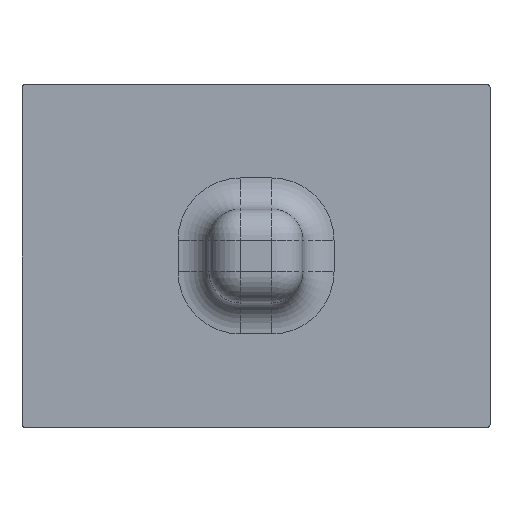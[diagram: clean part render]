
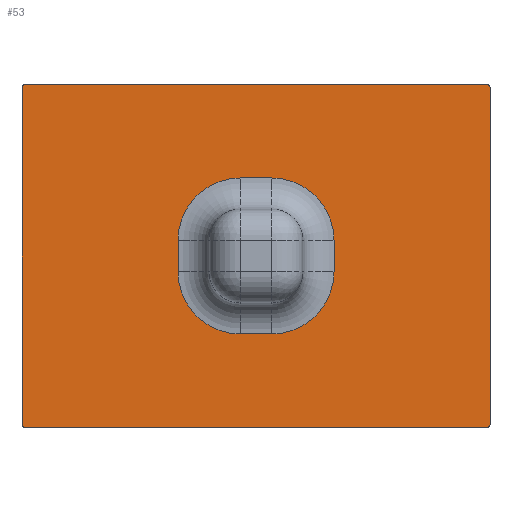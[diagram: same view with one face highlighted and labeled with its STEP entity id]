
A CAD part, top view. The second image highlights one B-rep face of the part: STEP entity #53.
In plain terms, the highlighted planar face has unit normal (0, 0, 1).
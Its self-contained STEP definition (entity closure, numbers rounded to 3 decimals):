
#53=ADVANCED_FACE('',(#113,#115),#117,.T.);
#113=FACE_BOUND('',#114,.T.);
#114=EDGE_LOOP('',(#537,#538,#539,#540,#541,#542,#543,#544));
#115=FACE_BOUND('',#116,.T.);
#116=EDGE_LOOP('',(#545,#546,#547,#548,#549,#550,#551,#552));
#117=PLANE('',#118);
#118=AXIS2_PLACEMENT_3D('',#119,#120,#121);
#119=CARTESIAN_POINT('',(0.,0.,0.));
#120=DIRECTION('',(0.,0.,1.));
#121=DIRECTION('',(-1.,0.,0.));
#537=ORIENTED_EDGE('',*,*,#785,.F.);
#538=ORIENTED_EDGE('',*,*,#786,.T.);
#539=ORIENTED_EDGE('',*,*,#787,.F.);
#540=ORIENTED_EDGE('',*,*,#788,.T.);
#541=ORIENTED_EDGE('',*,*,#789,.F.);
#542=ORIENTED_EDGE('',*,*,#790,.T.);
#543=ORIENTED_EDGE('',*,*,#791,.F.);
#544=ORIENTED_EDGE('',*,*,#792,.T.);
#545=ORIENTED_EDGE('',*,*,#793,.F.);
#546=ORIENTED_EDGE('',*,*,#794,.F.);
#547=ORIENTED_EDGE('',*,*,#795,.F.);
#548=ORIENTED_EDGE('',*,*,#796,.F.);
#549=ORIENTED_EDGE('',*,*,#797,.F.);
#550=ORIENTED_EDGE('',*,*,#798,.F.);
#551=ORIENTED_EDGE('',*,*,#799,.F.);
#552=ORIENTED_EDGE('',*,*,#800,.F.);
#785=EDGE_CURVE('',#909,#910,#911,.F.);
#786=EDGE_CURVE('',#909,#912,#913,.T.);
#787=EDGE_CURVE('',#914,#912,#915,.F.);
#788=EDGE_CURVE('',#914,#916,#917,.T.);
#789=EDGE_CURVE('',#918,#916,#919,.F.);
#790=EDGE_CURVE('',#918,#920,#921,.T.);
#791=EDGE_CURVE('',#922,#920,#923,.F.);
#792=EDGE_CURVE('',#922,#910,#924,.T.);
#793=EDGE_CURVE('',#925,#926,#927,.T.);
#794=EDGE_CURVE('',#928,#925,#929,.F.);
#795=EDGE_CURVE('',#930,#928,#931,.T.);
#796=EDGE_CURVE('',#932,#930,#933,.F.);
#797=EDGE_CURVE('',#934,#932,#935,.T.);
#798=EDGE_CURVE('',#936,#934,#937,.F.);
#799=EDGE_CURVE('',#938,#936,#939,.T.);
#800=EDGE_CURVE('',#926,#938,#940,.F.);
#909=VERTEX_POINT('',#1101);
#910=VERTEX_POINT('',#1102);
#911=CIRCLE('',#1103,1.);
#912=VERTEX_POINT('',#1107);
#913=LINE('',#1108,#1109);
#914=VERTEX_POINT('',#1111);
#915=CIRCLE('',#1112,1.);
#916=VERTEX_POINT('',#1116);
#917=LINE('',#1117,#1118);
#918=VERTEX_POINT('',#1120);
#919=CIRCLE('',#1121,1.);
#920=VERTEX_POINT('',#1125);
#921=LINE('',#1126,#1127);
#922=VERTEX_POINT('',#1129);
#923=CIRCLE('',#1130,1.);
#924=LINE('',#1134,#1135);
#925=VERTEX_POINT('',#1137);
#926=VERTEX_POINT('',#1138);
#927=LINE('',#1139,#1140);
#928=VERTEX_POINT('',#1142);
#929=CIRCLE('',#1143,20.);
#930=VERTEX_POINT('',#1147);
#931=LINE('',#1148,#1149);
#932=VERTEX_POINT('',#1151);
#933=CIRCLE('',#1152,20.);
#934=VERTEX_POINT('',#1156);
#935=LINE('',#1157,#1158);
#936=VERTEX_POINT('',#1160);
#937=CIRCLE('',#1161,20.);
#938=VERTEX_POINT('',#1165);
#939=LINE('',#1166,#1167);
#940=CIRCLE('',#1169,20.);
#1101=CARTESIAN_POINT('',(-36.358,62.691,0.));
#1102=CARTESIAN_POINT('',(-35.358,63.691,0.));
#1103=AXIS2_PLACEMENT_3D('',#1104,#1105,#1106);
#1104=CARTESIAN_POINT('',(-35.358,62.691,0.));
#1105=DIRECTION('',(0.,0.,1.));
#1106=DIRECTION('',(0.,1.,0.));
#1107=CARTESIAN_POINT('',(-36.358,-45.309,0.));
#1108=CARTESIAN_POINT('',(-36.358,62.691,0.));
#1109=VECTOR('',#1110,1.);
#1110=DIRECTION('',(0.,-1.,0.));
#1111=CARTESIAN_POINT('',(-35.358,-46.309,0.));
#1112=AXIS2_PLACEMENT_3D('',#1113,#1114,#1115);
#1113=CARTESIAN_POINT('',(-35.358,-45.309,0.));
#1114=DIRECTION('',(0.,0.,1.));
#1115=DIRECTION('',(-1.,0.,0.));
#1116=CARTESIAN_POINT('',(112.642,-46.309,0.));
#1117=CARTESIAN_POINT('',(-35.358,-46.309,0.));
#1118=VECTOR('',#1119,1.);
#1119=DIRECTION('',(1.,0.,0.));
#1120=CARTESIAN_POINT('',(113.642,-45.309,0.));
#1121=AXIS2_PLACEMENT_3D('',#1122,#1123,#1124);
#1122=CARTESIAN_POINT('',(112.642,-45.309,0.));
#1123=DIRECTION('',(0.,0.,1.));
#1124=DIRECTION('',(0.,-1.,0.));
#1125=CARTESIAN_POINT('',(113.642,62.691,0.));
#1126=CARTESIAN_POINT('',(113.642,-45.309,0.));
#1127=VECTOR('',#1128,1.);
#1128=DIRECTION('',(0.,1.,0.));
#1129=CARTESIAN_POINT('',(112.642,63.691,0.));
#1130=AXIS2_PLACEMENT_3D('',#1131,#1132,#1133);
#1131=CARTESIAN_POINT('',(112.642,62.691,0.));
#1132=DIRECTION('',(0.,0.,1.));
#1133=DIRECTION('',(1.,0.,0.));
#1134=CARTESIAN_POINT('',(112.642,63.691,0.));
#1135=VECTOR('',#1136,1.);
#1136=DIRECTION('',(-1.,0.,0.));
#1137=CARTESIAN_POINT('',(63.642,3.691,0.));
#1138=CARTESIAN_POINT('',(63.642,13.691,0.));
#1139=CARTESIAN_POINT('',(63.642,3.691,0.));
#1140=VECTOR('',#1141,1.);
#1141=DIRECTION('',(0.,1.,0.));
#1142=CARTESIAN_POINT('',(43.642,-16.309,0.));
#1143=AXIS2_PLACEMENT_3D('',#1144,#1145,#1146);
#1144=CARTESIAN_POINT('',(43.642,3.691,0.));
#1145=DIRECTION('',(0.,0.,-1.));
#1146=DIRECTION('',(1.,0.,0.));
#1147=CARTESIAN_POINT('',(33.642,-16.309,0.));
#1148=CARTESIAN_POINT('',(33.642,-16.309,0.));
#1149=VECTOR('',#1150,1.);
#1150=DIRECTION('',(1.,0.,0.));
#1151=CARTESIAN_POINT('',(13.642,3.691,0.));
#1152=AXIS2_PLACEMENT_3D('',#1153,#1154,#1155);
#1153=CARTESIAN_POINT('',(33.642,3.691,0.));
#1154=DIRECTION('',(0.,0.,-1.));
#1155=DIRECTION('',(0.,-1.,0.));
#1156=CARTESIAN_POINT('',(13.642,13.691,0.));
#1157=CARTESIAN_POINT('',(13.642,13.691,0.));
#1158=VECTOR('',#1159,1.);
#1159=DIRECTION('',(0.,-1.,0.));
#1160=CARTESIAN_POINT('',(33.642,33.691,0.));
#1161=AXIS2_PLACEMENT_3D('',#1162,#1163,#1164);
#1162=CARTESIAN_POINT('',(33.642,13.691,0.));
#1163=DIRECTION('',(0.,0.,-1.));
#1164=DIRECTION('',(-1.,0.,0.));
#1165=CARTESIAN_POINT('',(43.642,33.691,0.));
#1166=CARTESIAN_POINT('',(43.642,33.691,0.));
#1167=VECTOR('',#1168,1.);
#1168=DIRECTION('',(-1.,0.,0.));
#1169=AXIS2_PLACEMENT_3D('',#1170,#1171,#1172);
#1170=CARTESIAN_POINT('',(43.642,13.691,0.));
#1171=DIRECTION('',(0.,0.,-1.));
#1172=DIRECTION('',(0.,1.,0.));
